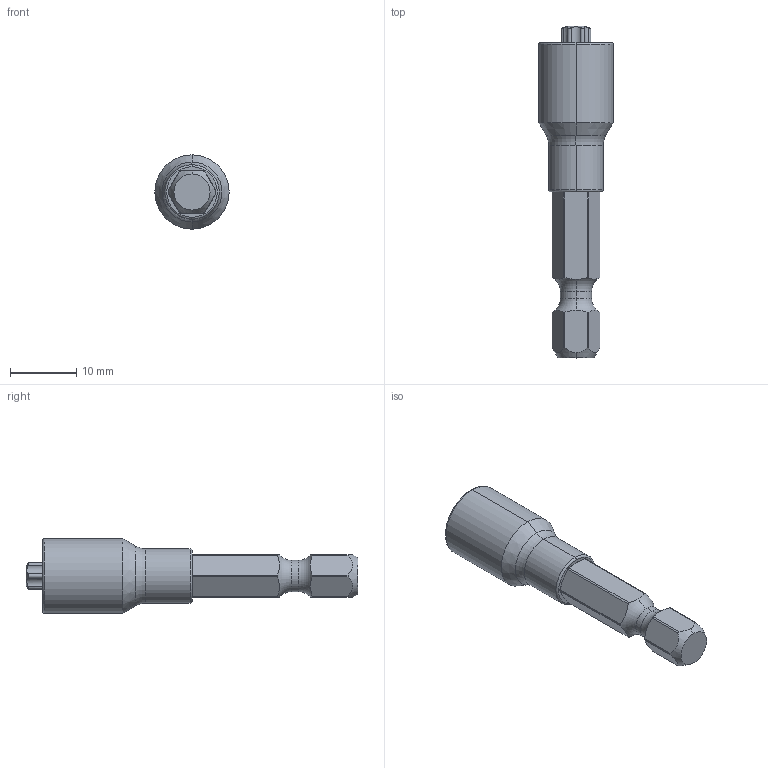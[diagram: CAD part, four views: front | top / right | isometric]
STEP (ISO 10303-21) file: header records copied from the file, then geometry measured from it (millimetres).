
FILE_DESCRIPTION((''),'2;1');
FILE_NAME('4027104026_ASM','2023-08-22T14:22:37',('A00565553'),(''),'CREO PARAMETRIC BY PTC INC, 2022414','CREO PARAMETRIC BY PTC INC, 2022414','');
FILE_SCHEMA(('CONFIG_CONTROL_DESIGN','GEOMETRIC_VALIDATION_PROPERTIES_MIM'));
Length unit declared in the file: millimetre
Products named in the file (6): 4027911221; 4027901680; 4027907742; 4027904003_ASM; 4027036063; 4027104026_ASM
Assembly tree (5 placements, depth 3):
  4027104026_ASM
    4027911221
    4027904003_ASM
      4027901680
      4027907742
    4027036063
Bounding box: 11.2 x 50 x 11.2 mm (x, y, z)
Volume: 2506.4 mm3; surface area: 3098.8 mm2
Topology: 4 solids, 4 shells, 147 faces, 359 edges, 223 vertices
Faces by surface type: cylinder 54, torus 40, plane 35, cone 12, revolution 6
Entity records: 6455 total; most frequent: CARTESIAN_POINT 1745, DIRECTION 742, ORIENTED_EDGE 718, EDGE_CURVE 359, AXIS2_PLACEMENT_3D 326, PRESENTATION_STYLE_ASSIGNMENT 307, STYLED_ITEM 307, CURVE_STYLE 305
